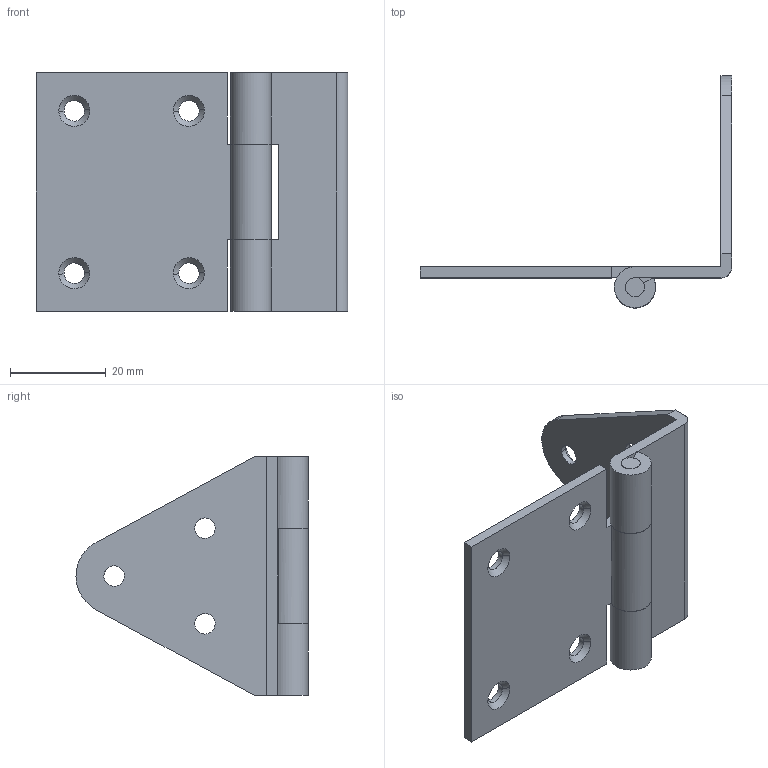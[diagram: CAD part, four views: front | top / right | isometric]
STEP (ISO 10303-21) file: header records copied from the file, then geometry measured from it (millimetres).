
FILE_DESCRIPTION((''),'2;1');
FILE_NAME('','2005-04-20T09:30:30',(''),(''),'','CADfix','');
FILE_SCHEMA(('AUTOMOTIVE_DESIGN'));
Length unit declared in the file: millimetre
Products named in the file (4): shaft; hinge piece_B; hinge piece_A; TH_34_8183_36
Assembly tree (3 placements, depth 2):
  TH_34_8183_36
    shaft
    hinge piece_B
    hinge piece_A
Bounding box: 65.3 x 48.6 x 50 mm (x, y, z)
Volume: 11893.7 mm3; surface area: 11795.5 mm2
Topology: 3 solids, 3 shells, 63 faces, 210 edges, 153 vertices
Faces by surface type: bspline 63
Entity records: 2649 total; most frequent: CARTESIAN_POINT 1422, ORIENTED_EDGE 420, EDGE_CURVE 210, VERTEX_POINT 153, QUASI_UNIFORM_CURVE 95, EDGE_LOOP 77, FACE_OUTER_BOUND 63, ADVANCED_FACE 63
